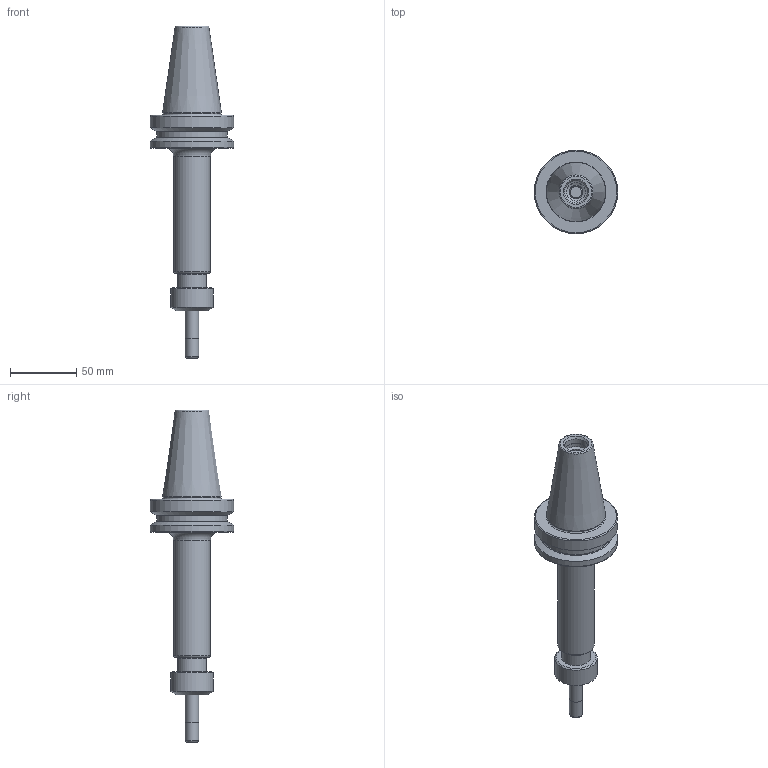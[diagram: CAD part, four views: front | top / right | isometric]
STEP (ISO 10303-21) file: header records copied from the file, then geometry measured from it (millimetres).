
FILE_DESCRIPTION(('Open CASCADE Model'),'2;1');
FILE_NAME('Open CASCADE Shape Model','2021-06-28T06:40:29',('Author'),( 'Open CASCADE'),'Open CASCADE STEP processor 7.5','Open CASCADE 7.5' ,'Unknown');
FILE_SCHEMA(('AUTOMOTIVE_DESIGN { 1 0 10303 214 1 1 1 1 }'));
Length unit declared in the file: millimetre
Products named in the file (4): Open CASCADE STEP translator 7.5 35; Open CASCADE STEP translator 7.5 35.1; 16ER100M_LWM.stp; F4AJ1000AWL50R100_LWM.stp
Assembly tree (3 placements, depth 2):
  Open CASCADE STEP translator 7.5 35
    Open CASCADE STEP translator 7.5 35.1
    16ER100M_LWM.stp
    F4AJ1000AWL50R100_LWM.stp
Bounding box: 62.98 x 62.98 x 251.06 mm (x, y, z)
Volume: 196963.6 mm3; surface area: 43623.5 mm2
Topology: 5 solids, 5 shells, 77 faces, 152 edges, 95 vertices
Faces by surface type: plane 21, cylinder 20, cone 19, torus 17
Full cylindrical faces by diameter (mm): 10 x2, 10.185 x1, 11.5 x1, 13.8 x1, 14.023 x1, 17 x1, 17.014 x1, 17.6 x1, 20.526 x1, 21.85 x1, 23 x1, 28 x1, 32 x1, 53 x1, 62.975 x2
Entity records: 2309 total; most frequent: CARTESIAN_POINT 504, DIRECTION 360, ORIENTED_EDGE 304, AXIS2_PLACEMENT_3D 178, EDGE_CURVE 152, VERTEX_POINT 95, CIRCLE 93, FACE_BOUND 91
